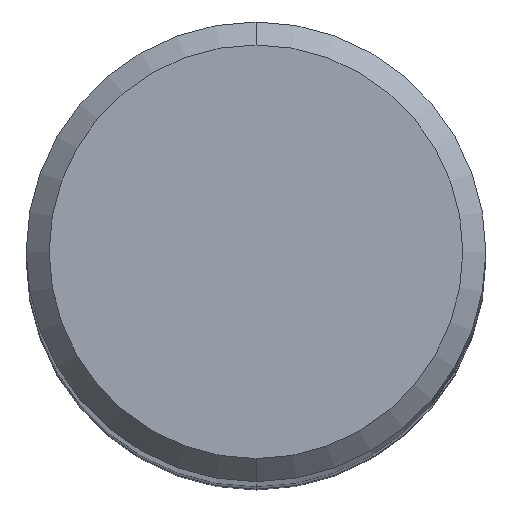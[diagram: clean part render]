
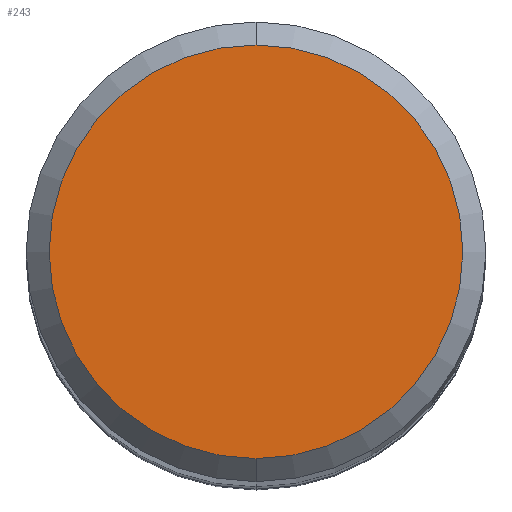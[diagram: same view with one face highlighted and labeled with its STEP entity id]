
A CAD part, top view. The second image highlights one B-rep face of the part: STEP entity #243.
In plain terms, the highlighted planar face has unit normal (0, 0, 1).
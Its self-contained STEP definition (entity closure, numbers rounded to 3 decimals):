
#243=ADVANCED_FACE('',(#636),#637,.T.);
#277=VERTEX_POINT('',#677);
#349=EDGE_CURVE('',#277,#423,#754,.T.);
#365=EDGE_CURVE('',#423,#277,#772,.T.);
#423=VERTEX_POINT('',#834);
#636=FACE_OUTER_BOUND('',#1069,.T.);
#637=PLANE('',#1070);
#677=CARTESIAN_POINT('',(0.,-3.6,0.0));
#754=CIRCLE('',#1352,3.6);
#772=CIRCLE('',#1377,3.6);
#834=CARTESIAN_POINT('',(0.0,3.6,0.0));
#1069=EDGE_LOOP('',(#1815,#1816));
#1070=AXIS2_PLACEMENT_3D('',#1817,#1818,#1819);
#1352=AXIS2_PLACEMENT_3D('',#1942,#1943,#1944);
#1377=AXIS2_PLACEMENT_3D('',#1969,#1970,#1971);
#1815=ORIENTED_EDGE('',*,*,#365,.F.);
#1816=ORIENTED_EDGE('',*,*,#349,.F.);
#1817=CARTESIAN_POINT('',(0.0,1.8,0.0));
#1818=DIRECTION('',(-0.0,0.0,1.0));
#1819=DIRECTION('',(0.0,-1.0,0.0));
#1942=CARTESIAN_POINT('',(0.0,0.0,0.0));
#1943=DIRECTION('',(0.0,0.0,-1.0));
#1944=DIRECTION('',(0.0,1.0,0.0));
#1969=CARTESIAN_POINT('',(0.0,0.0,0.0));
#1970=DIRECTION('',(0.0,0.0,-1.0));
#1971=DIRECTION('',(0.0,1.0,0.0));
